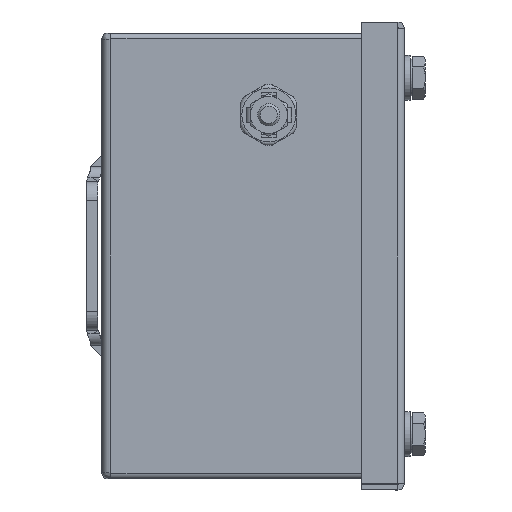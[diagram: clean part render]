
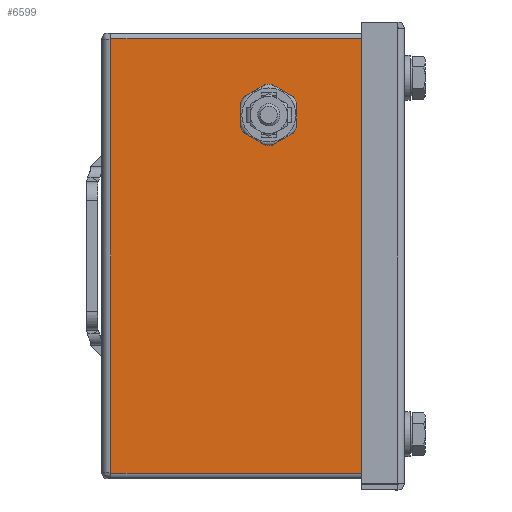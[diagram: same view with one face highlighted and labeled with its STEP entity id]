
A CAD part, front view. The second image highlights one B-rep face of the part: STEP entity #6599.
In plain terms, the highlighted planar face has unit normal (0, -1, 0).
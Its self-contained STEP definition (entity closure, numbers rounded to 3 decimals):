
#160=FACE_BOUND('',#2035,.T.);
#188=PLANE('',#7059);
#455=LINE('',#9639,#986);
#480=LINE('',#9843,#1011);
#498=LINE('',#9902,#1029);
#500=LINE('',#9905,#1031);
#501=LINE('',#9908,#1032);
#502=LINE('',#9912,#1033);
#503=LINE('',#9916,#1034);
#504=LINE('',#9920,#1035);
#505=LINE('',#9924,#1036);
#506=LINE('',#9928,#1037);
#986=VECTOR('',#7701,10.);
#1011=VECTOR('',#7818,10.);
#1029=VECTOR('',#7856,10.);
#1031=VECTOR('',#7860,10.);
#1032=VECTOR('',#7861,10.);
#1033=VECTOR('',#7864,10.);
#1034=VECTOR('',#7867,10.);
#1035=VECTOR('',#7870,10.);
#1036=VECTOR('',#7873,10.);
#1037=VECTOR('',#7876,10.);
#1630=FACE_OUTER_BOUND('',#2034,.T.);
#2034=EDGE_LOOP('',(#4445,#4446,#4447,#4448));
#2035=EDGE_LOOP('',(#4449,#4450,#4451,#4452,#4453,#4454,#4455,#4456,#4457,
#4458,#4459,#4460));
#2472=CIRCLE('',#7060,8.25);
#2473=CIRCLE('',#7061,8.25);
#2474=CIRCLE('',#7062,8.25);
#2475=CIRCLE('',#7063,8.25);
#2476=CIRCLE('',#7064,8.25);
#2477=CIRCLE('',#7065,8.25);
#2762=VERTEX_POINT('',#9632);
#2764=VERTEX_POINT('',#9638);
#2814=VERTEX_POINT('',#9830);
#2819=VERTEX_POINT('',#9842);
#2830=VERTEX_POINT('',#9906);
#2831=VERTEX_POINT('',#9907);
#2832=VERTEX_POINT('',#9909);
#2833=VERTEX_POINT('',#9911);
#2834=VERTEX_POINT('',#9913);
#2835=VERTEX_POINT('',#9915);
#2836=VERTEX_POINT('',#9917);
#2837=VERTEX_POINT('',#9919);
#2838=VERTEX_POINT('',#9921);
#2839=VERTEX_POINT('',#9923);
#2840=VERTEX_POINT('',#9925);
#2841=VERTEX_POINT('',#9927);
#3341=EDGE_CURVE('',#2764,#2762,#455,.T.);
#3409=EDGE_CURVE('',#2814,#2819,#480,.T.);
#3431=EDGE_CURVE('',#2762,#2819,#498,.T.);
#3433=EDGE_CURVE('',#2814,#2764,#500,.T.);
#3434=EDGE_CURVE('',#2830,#2831,#501,.T.);
#3435=EDGE_CURVE('',#2831,#2832,#2472,.T.);
#3436=EDGE_CURVE('',#2832,#2833,#502,.T.);
#3437=EDGE_CURVE('',#2833,#2834,#2473,.T.);
#3438=EDGE_CURVE('',#2834,#2835,#503,.T.);
#3439=EDGE_CURVE('',#2835,#2836,#2474,.T.);
#3440=EDGE_CURVE('',#2836,#2837,#504,.T.);
#3441=EDGE_CURVE('',#2837,#2838,#2475,.T.);
#3442=EDGE_CURVE('',#2838,#2839,#505,.T.);
#3443=EDGE_CURVE('',#2839,#2840,#2476,.T.);
#3444=EDGE_CURVE('',#2840,#2841,#506,.T.);
#3445=EDGE_CURVE('',#2841,#2830,#2477,.T.);
#4445=ORIENTED_EDGE('',*,*,#3433,.T.);
#4446=ORIENTED_EDGE('',*,*,#3341,.T.);
#4447=ORIENTED_EDGE('',*,*,#3431,.T.);
#4448=ORIENTED_EDGE('',*,*,#3409,.F.);
#4449=ORIENTED_EDGE('',*,*,#3434,.T.);
#4450=ORIENTED_EDGE('',*,*,#3435,.T.);
#4451=ORIENTED_EDGE('',*,*,#3436,.T.);
#4452=ORIENTED_EDGE('',*,*,#3437,.T.);
#4453=ORIENTED_EDGE('',*,*,#3438,.T.);
#4454=ORIENTED_EDGE('',*,*,#3439,.T.);
#4455=ORIENTED_EDGE('',*,*,#3440,.T.);
#4456=ORIENTED_EDGE('',*,*,#3441,.T.);
#4457=ORIENTED_EDGE('',*,*,#3442,.T.);
#4458=ORIENTED_EDGE('',*,*,#3443,.T.);
#4459=ORIENTED_EDGE('',*,*,#3444,.T.);
#4460=ORIENTED_EDGE('',*,*,#3445,.T.);
#6599=ADVANCED_FACE('',(#1630,#160),#188,.F.);
#7059=AXIS2_PLACEMENT_3D('',#9904,#7858,#7859);
#7060=AXIS2_PLACEMENT_3D('',#9910,#7862,#7863);
#7061=AXIS2_PLACEMENT_3D('',#9914,#7865,#7866);
#7062=AXIS2_PLACEMENT_3D('',#9918,#7868,#7869);
#7063=AXIS2_PLACEMENT_3D('',#9922,#7871,#7872);
#7064=AXIS2_PLACEMENT_3D('',#9926,#7874,#7875);
#7065=AXIS2_PLACEMENT_3D('',#9929,#7877,#7878);
#7701=DIRECTION('',(1.,0.,0.));
#7818=DIRECTION('',(1.,0.,0.));
#7856=DIRECTION('',(0.,0.,1.));
#7858=DIRECTION('center_axis',(0.,1.,0.));
#7859=DIRECTION('ref_axis',(0.,0.,-1.));
#7860=DIRECTION('',(0.,0.,-1.));
#7861=DIRECTION('',(0.866,0.,0.5));
#7862=DIRECTION('center_axis',(0.,1.,0.));
#7863=DIRECTION('ref_axis',(0.,0.,
1.));
#7864=DIRECTION('',(0.866,0.,-0.5));
#7865=DIRECTION('center_axis',(0.,1.,0.));
#7866=DIRECTION('ref_axis',(0.,0.,
1.));
#7867=DIRECTION('',(0.,0.,-1.));
#7868=DIRECTION('center_axis',(0.,1.,0.));
#7869=DIRECTION('ref_axis',(0.,0.,
1.));
#7870=DIRECTION('',(-0.866,0.,-0.5));
#7871=DIRECTION('center_axis',(0.,1.,0.));
#7872=DIRECTION('ref_axis',(0.,0.,
1.));
#7873=DIRECTION('',(-0.866,0.,0.5));
#7874=DIRECTION('center_axis',(0.,1.,0.));
#7875=DIRECTION('ref_axis',(0.,0.,
1.));
#7876=DIRECTION('',(0.,0.,1.));
#7877=DIRECTION('center_axis',(0.,1.,0.));
#7878=DIRECTION('ref_axis',(0.,0.,
1.));
#9632=CARTESIAN_POINT('',(73.5,-60.,-58.429));
#9638=CARTESIAN_POINT('',(2.5,-60.,-58.429));
#9639=CARTESIAN_POINT('',(55.75,-60.,-58.429));
#9830=CARTESIAN_POINT('',(2.5,-60.,58.429));
#9842=CARTESIAN_POINT('',(73.5,-60.,58.429));
#9843=CARTESIAN_POINT('',(2.5,-60.,58.429));
#9902=CARTESIAN_POINT('',(73.5,-60.,29.215));
#9904=CARTESIAN_POINT('Origin',(37.348,-60.,0.));
#9905=CARTESIAN_POINT('',(2.5,-60.,0.));
#9906=CARTESIAN_POINT('',(38.274,-60.,42.777));
#9907=CARTESIAN_POINT('',(44.226,-60.,46.214));
#9908=CARTESIAN_POINT('',(32.028,-60.,39.171));
#9909=CARTESIAN_POINT('',(45.774,-60.,46.214));
#9910=CARTESIAN_POINT('Origin',(45.,-60.,38.));
#9911=CARTESIAN_POINT('',(51.726,-60.,42.777));
#9912=CARTESIAN_POINT('',(55.983,-60.,40.319));
#9913=CARTESIAN_POINT('',(52.5,-60.,41.437));
#9914=CARTESIAN_POINT('Origin',(45.,-60.,38.));
#9915=CARTESIAN_POINT('',(52.5,-60.,34.563));
#9916=CARTESIAN_POINT('',(52.5,-60.,16.835));
#9917=CARTESIAN_POINT('',(51.726,-60.,33.223));
#9918=CARTESIAN_POINT('Origin',(45.,-60.,38.));
#9919=CARTESIAN_POINT('',(45.774,-60.,29.786));
#9920=CARTESIAN_POINT('',(35.778,-60.,24.016));
#9921=CARTESIAN_POINT('',(44.226,-60.,29.786));
#9922=CARTESIAN_POINT('Origin',(45.,-60.,38.));
#9923=CARTESIAN_POINT('',(38.274,-60.,33.223));
#9924=CARTESIAN_POINT('',(44.733,-60.,29.494));
#9925=CARTESIAN_POINT('',(37.5,-60.,34.563));
#9926=CARTESIAN_POINT('Origin',(45.,-60.,38.));
#9927=CARTESIAN_POINT('',(37.5,-60.,41.437));
#9928=CARTESIAN_POINT('',(37.5,-60.,21.165));
#9929=CARTESIAN_POINT('Origin',(45.,-60.,38.));
